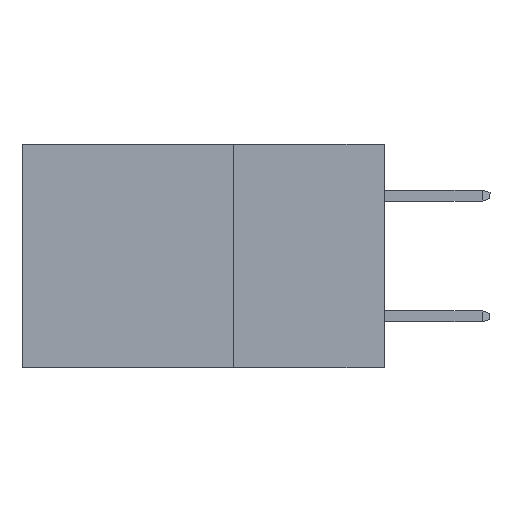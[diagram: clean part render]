
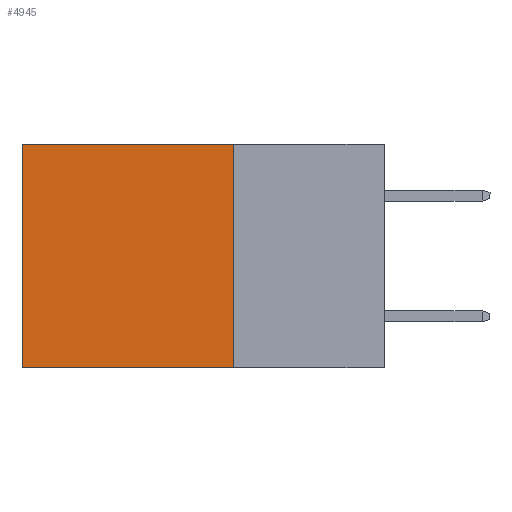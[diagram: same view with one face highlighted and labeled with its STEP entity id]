
A CAD part, left-side view. The second image highlights one B-rep face of the part: STEP entity #4945.
In plain terms, the highlighted planar face has unit normal (-1, 0, 0).
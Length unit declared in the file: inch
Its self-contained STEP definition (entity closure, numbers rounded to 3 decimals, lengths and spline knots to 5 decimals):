
#44 = VERTEX_POINT ( 'NONE', #7984 ) ;
#90 = EDGE_CURVE ( 'NONE', #3558, #44, #2495, .T. ) ;
#473 = LINE ( 'NONE', #3814, #6458 ) ;
#484 = DIRECTION ( 'NONE',  ( 0., 0., -1. ) ) ;
#697 = EDGE_CURVE ( 'NONE', #3040, #1606, #7977, .T. ) ;
#702 = DIRECTION ( 'NONE',  ( 0., 1., 0. ) ) ;
#1144 = CARTESIAN_POINT ( 'NONE',  ( 0.2615, 0.25, -0.37 ) ) ;
#1223 = EDGE_CURVE ( 'NONE', #3040, #3558, #8142, .T. ) ;
#1398 = VECTOR ( 'NONE', #702, 39.37008 ) ;
#1606 = VERTEX_POINT ( 'NONE', #5189 ) ;
#2434 = FACE_OUTER_BOUND ( 'NONE', #5845, .T. ) ;
#2495 = LINE ( 'NONE', #5861, #3338 ) ;
#3040 = VERTEX_POINT ( 'NONE', #7467 ) ;
#3151 = DIRECTION ( 'NONE',  ( 0., 1., 0. ) ) ;
#3338 = VECTOR ( 'NONE', #3151, 39.37008 ) ;
#3447 = AXIS2_PLACEMENT_3D ( 'NONE', #1144, #6450, #484 ) ;
#3558 = VERTEX_POINT ( 'NONE', #7612 ) ;
#3814 = CARTESIAN_POINT ( 'NONE',  ( 0.2615, 0.6, -0.37 ) ) ;
#4309 = EDGE_CURVE ( 'NONE', #1606, #44, #473, .T. ) ;
#4835 = CARTESIAN_POINT ( 'NONE',  ( 0.2615, 0.25, -0.37 ) ) ;
#4945 = ADVANCED_FACE ( 'NONE', ( #2434 ), #5087, .F. ) ;
#5087 = PLANE ( 'NONE',  #3447 ) ;
#5175 = VECTOR ( 'NONE', #7517, 39.37008 ) ;
#5189 = CARTESIAN_POINT ( 'NONE',  ( 0.2615, 0.6, 0. ) ) ;
#5647 = ORIENTED_EDGE ( 'NONE', *, *, #697, .T. ) ;
#5845 = EDGE_LOOP ( 'NONE', ( #7819, #7164, #7803, #5647 ) ) ;
#5861 = CARTESIAN_POINT ( 'NONE',  ( 0.2615, 0.25, -0.37 ) ) ;
#5978 = CARTESIAN_POINT ( 'NONE',  ( 0.2615, 0.25, 0. ) ) ;
#6450 = DIRECTION ( 'NONE',  ( 1., 0., 0. ) ) ;
#6458 = VECTOR ( 'NONE', #8397, 39.37008 ) ;
#7164 = ORIENTED_EDGE ( 'NONE', *, *, #90, .F. ) ;
#7467 = CARTESIAN_POINT ( 'NONE',  ( 0.2615, 0.25, 0. ) ) ;
#7517 = DIRECTION ( 'NONE',  ( 0., 0., -1. ) ) ;
#7612 = CARTESIAN_POINT ( 'NONE',  ( 0.2615, 0.25, -0.37 ) ) ;
#7803 = ORIENTED_EDGE ( 'NONE', *, *, #1223, .F. ) ;
#7819 = ORIENTED_EDGE ( 'NONE', *, *, #4309, .T. ) ;
#7977 = LINE ( 'NONE', #5978, #1398 ) ;
#7984 = CARTESIAN_POINT ( 'NONE',  ( 0.2615, 0.6, -0.37 ) ) ;
#8142 = LINE ( 'NONE', #4835, #5175 ) ;
#8397 = DIRECTION ( 'NONE',  ( 0., 0., -1. ) ) ;
